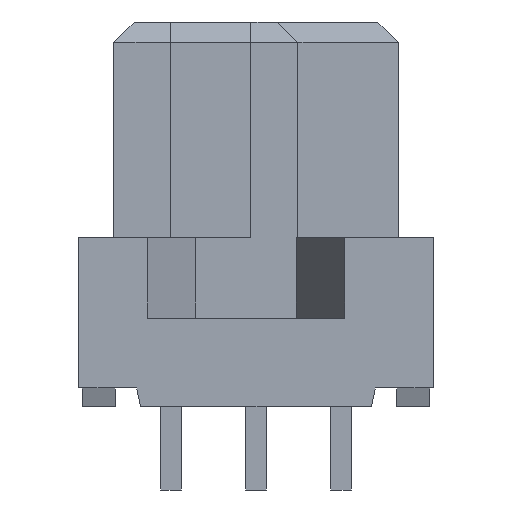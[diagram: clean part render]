
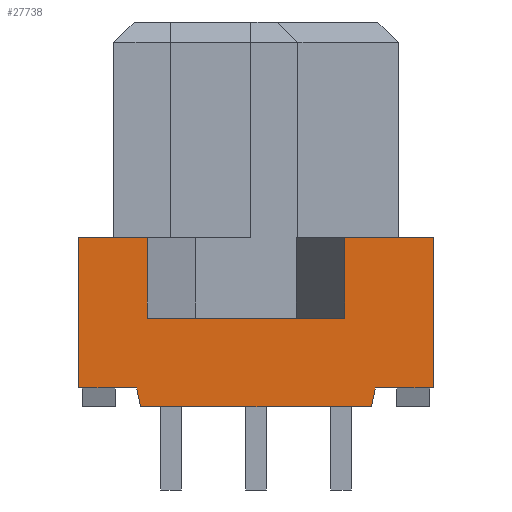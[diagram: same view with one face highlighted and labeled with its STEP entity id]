
A CAD part, left-side view. The second image highlights one B-rep face of the part: STEP entity #27738.
In plain terms, the highlighted planar face has unit normal (-1, 0, 0).
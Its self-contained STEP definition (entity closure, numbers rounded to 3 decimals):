
#2065=DIRECTION('',(0.,1.,0.));
#2066=VECTOR('',#2065,2.65);
#2067=CARTESIAN_POINT('',(-46.928,-5.3,-6.45));
#2068=LINE('',#2067,#2066);
#2133=DIRECTION('',(0.,1.,0.));
#2134=VECTOR('',#2133,2.05);
#2135=CARTESIAN_POINT('',(-46.928,3.25,-6.45));
#2136=LINE('',#2135,#2134);
#2145=DIRECTION('',(0.,0.,-1.));
#2146=VECTOR('',#2145,4.49);
#2147=CARTESIAN_POINT('',(-46.928,-5.3,-6.45));
#2148=LINE('',#2147,#2146);
#2149=DIRECTION('',(0.,0.208,-0.978));
#2150=VECTOR('',#2149,0.573);
#2151=CARTESIAN_POINT('',(-46.928,-3.569,-10.94));
#2152=LINE('',#2151,#2150);
#2153=DIRECTION('',(0.,1.,0.));
#2154=VECTOR('',#2153,6.9);
#2155=CARTESIAN_POINT('',(-46.928,-3.45,-11.5));
#2156=LINE('',#2155,#2154);
#2157=DIRECTION('',(0.,0.208,0.978));
#2158=VECTOR('',#2157,0.573);
#2159=CARTESIAN_POINT('',(-46.928,3.45,-11.5));
#2160=LINE('',#2159,#2158);
#2161=DIRECTION('',(0.,0.,-1.));
#2162=VECTOR('',#2161,2.4);
#2163=CARTESIAN_POINT('',(-46.928,3.25,-6.45));
#2164=LINE('',#2163,#2162);
#2165=DIRECTION('',(0.,1.,0.));
#2166=VECTOR('',#2165,5.9);
#2167=CARTESIAN_POINT('',(-46.928,-2.65,-8.85));
#2168=LINE('',#2167,#2166);
#2169=DIRECTION('',(0.,0.,-1.));
#2170=VECTOR('',#2169,2.4);
#2171=CARTESIAN_POINT('',(-46.928,-2.65,-6.45));
#2172=LINE('',#2171,#2170);
#2233=DIRECTION('',(0.,0.,-1.));
#2234=VECTOR('',#2233,4.49);
#2235=CARTESIAN_POINT('',(-46.928,5.3,-6.45));
#2236=LINE('',#2235,#2234);
#2245=DIRECTION('',(0.,1.,0.));
#2246=VECTOR('',#2245,1.731);
#2247=CARTESIAN_POINT('',(-46.928,-5.3,-10.94));
#2248=LINE('',#2247,#2246);
#2281=DIRECTION('',(0.,1.,0.));
#2282=VECTOR('',#2281,1.731);
#2283=CARTESIAN_POINT('',(-46.928,3.569,-10.94));
#2284=LINE('',#2283,#2282);
#19640=CARTESIAN_POINT('',(-46.928,5.3,-6.45));
#19642=VERTEX_POINT('',#19640);
#19645=CARTESIAN_POINT('',(-46.928,-5.3,-6.45));
#19647=VERTEX_POINT('',#19645);
#19648=CARTESIAN_POINT('',(-46.928,5.3,-10.94));
#19650=VERTEX_POINT('',#19648);
#19655=CARTESIAN_POINT('',(-46.928,-5.3,-10.94));
#19657=VERTEX_POINT('',#19655);
#19752=CARTESIAN_POINT('',(-46.928,-2.65,-6.45));
#19753=VERTEX_POINT('',#19752);
#19754=CARTESIAN_POINT('',(-46.928,3.25,-6.45));
#19755=VERTEX_POINT('',#19754);
#20372=CARTESIAN_POINT('',(-46.928,-2.65,-8.85));
#20373=CARTESIAN_POINT('',(-46.928,3.25,-8.85));
#20374=VERTEX_POINT('',#20372);
#20375=VERTEX_POINT('',#20373);
#20412=CARTESIAN_POINT('',(-46.928,-3.45,-11.5));
#20413=CARTESIAN_POINT('',(-46.928,3.45,-11.5));
#20414=VERTEX_POINT('',#20412);
#20415=VERTEX_POINT('',#20413);
#20416=CARTESIAN_POINT('',(-46.928,-3.569,-10.94));
#20417=VERTEX_POINT('',#20416);
#20418=CARTESIAN_POINT('',(-46.928,3.569,-10.94));
#20419=VERTEX_POINT('',#20418);
#27709=CARTESIAN_POINT('',(-46.928,-5.3,-6.45));
#27710=DIRECTION('',(-1.,0.,0.));
#27711=DIRECTION('',(0.,1.,0.));
#27712=AXIS2_PLACEMENT_3D('',#27709,#27710,#27711);
#27713=PLANE('',#27712);
#27714=ORIENTED_EDGE('',*,*,#27642,.F.);
#27716=ORIENTED_EDGE('',*,*,#27715,.T.);
#27718=ORIENTED_EDGE('',*,*,#27717,.T.);
#27720=ORIENTED_EDGE('',*,*,#27719,.T.);
#27722=ORIENTED_EDGE('',*,*,#27721,.T.);
#27724=ORIENTED_EDGE('',*,*,#27723,.T.);
#27726=ORIENTED_EDGE('',*,*,#27725,.T.);
#27728=ORIENTED_EDGE('',*,*,#27727,.F.);
#27729=ORIENTED_EDGE('',*,*,#27700,.F.);
#27731=ORIENTED_EDGE('',*,*,#27730,.T.);
#27733=ORIENTED_EDGE('',*,*,#27732,.F.);
#27735=ORIENTED_EDGE('',*,*,#27734,.F.);
#27736=EDGE_LOOP('',(#27714,#27716,#27718,#27720,#27722,#27724,#27726,#27728,
#27729,#27731,#27733,#27735));
#27737=FACE_OUTER_BOUND('',#27736,.F.);
#27738=ADVANCED_FACE('',(#27737),#27713,.T.);
#27642=EDGE_CURVE('',#19647,#19753,#2068,.T.);
#27700=EDGE_CURVE('',#19755,#19642,#2136,.T.);
#27715=EDGE_CURVE('',#19647,#19657,#2148,.T.);
#27717=EDGE_CURVE('',#19657,#20417,#2248,.T.);
#27719=EDGE_CURVE('',#20417,#20414,#2152,.T.);
#27721=EDGE_CURVE('',#20414,#20415,#2156,.T.);
#27723=EDGE_CURVE('',#20415,#20419,#2160,.T.);
#27725=EDGE_CURVE('',#20419,#19650,#2284,.T.);
#27727=EDGE_CURVE('',#19642,#19650,#2236,.T.);
#27730=EDGE_CURVE('',#19755,#20375,#2164,.T.);
#27732=EDGE_CURVE('',#20374,#20375,#2168,.T.);
#27734=EDGE_CURVE('',#19753,#20374,#2172,.T.);
